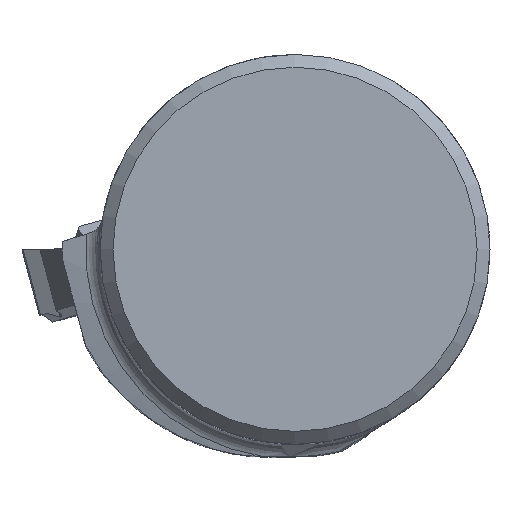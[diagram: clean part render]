
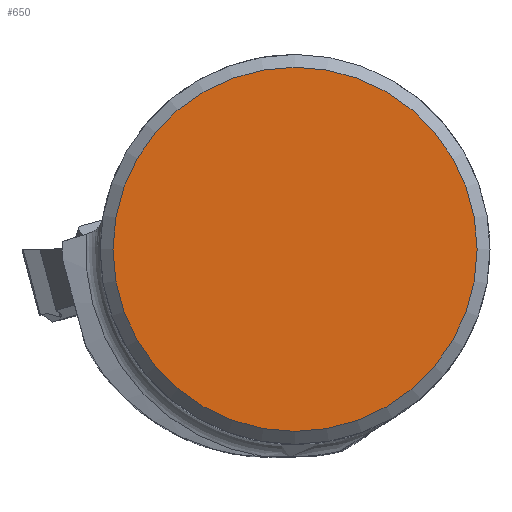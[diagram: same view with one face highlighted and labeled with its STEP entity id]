
A CAD part, top view. The second image highlights one B-rep face of the part: STEP entity #650.
In plain terms, the highlighted planar face has unit normal (0, 0, 1).
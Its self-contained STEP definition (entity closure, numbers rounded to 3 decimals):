
#152=PLANE('',#1869);
#216=FACE_OUTER_BOUND('',#788,.T.);
#650=ADVANCED_FACE('',(#216),#152,.T.);
#788=EDGE_LOOP('',(#977));
#977=ORIENTED_EDGE('',*,*,#1499,.F.);
#1338=VERTEX_POINT('',#2471);
#1499=EDGE_CURVE('',#1338,#1338,#1735,.T.);
#1735=CIRCLE('',#1837,7.471);
#1837=AXIS2_PLACEMENT_3D('',#2470,#2000,#2001);
#1869=AXIS2_PLACEMENT_3D('',#2723,#2090,#2091);
#2000=DIRECTION('',(0.,0.,-1.));
#2001=DIRECTION('',(1.,0.,0.));
#2090=DIRECTION('',(0.,0.,1.));
#2091=DIRECTION('',(1.,0.,0.));
#2470=CARTESIAN_POINT('',(0.,0.,0.));
#2471=CARTESIAN_POINT('',(7.471,0.,0.));
#2723=CARTESIAN_POINT('',(0.,0.,0.));
